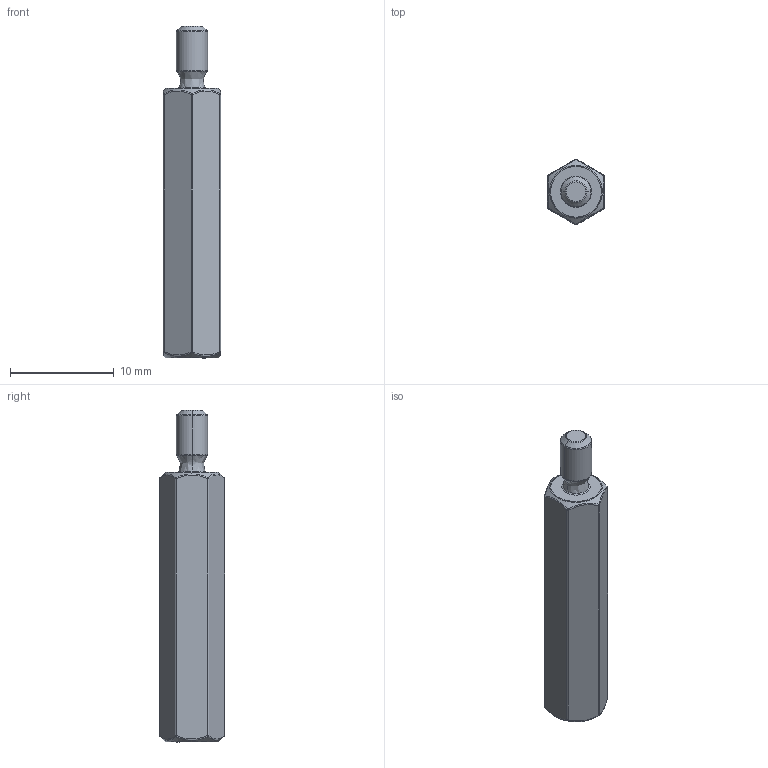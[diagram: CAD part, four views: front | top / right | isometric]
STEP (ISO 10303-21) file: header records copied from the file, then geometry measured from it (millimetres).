
FILE_DESCRIPTION (( 'STEP AP214' ), '1' );
FILE_NAME ('971260321.STEP', '2023-09-05T04:13:08', ( '' ), ( '' ), 'SwSTEP 2.0', 'SolidWorks 2022', '' );
FILE_SCHEMA (( 'AUTOMOTIVE_DESIGN' ));
Length unit declared in the file: millimetre
Products named in the file (1): 971260321
Bounding box: 5.5 x 6.3 x 32 mm (x, y, z)
Volume: 664.4 mm3; surface area: 686.9 mm2
Topology: 1 solids, 1 shells, 97 faces, 217 edges, 124 vertices
Faces by surface type: cylinder 33, sphere 18, bspline 17, torus 12, plane 11, cone 6
Entity records: 5175 total; most frequent: CARTESIAN_POINT 3219, ORIENTED_EDGE 434, DIRECTION 384, EDGE_CURVE 217, AXIS2_PLACEMENT_3D 168, VERTEX_POINT 124, EDGE_LOOP 99, FACE_OUTER_BOUND 97
